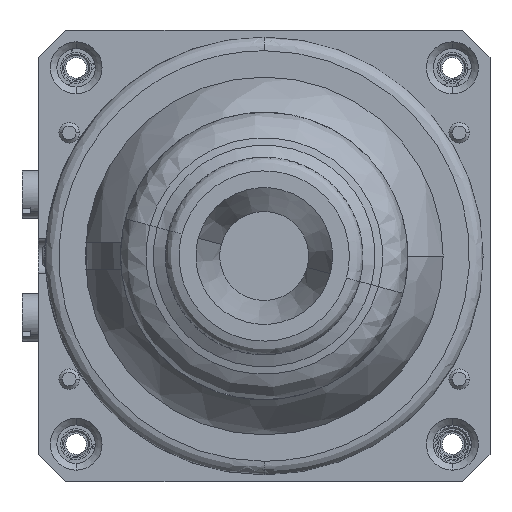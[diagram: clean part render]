
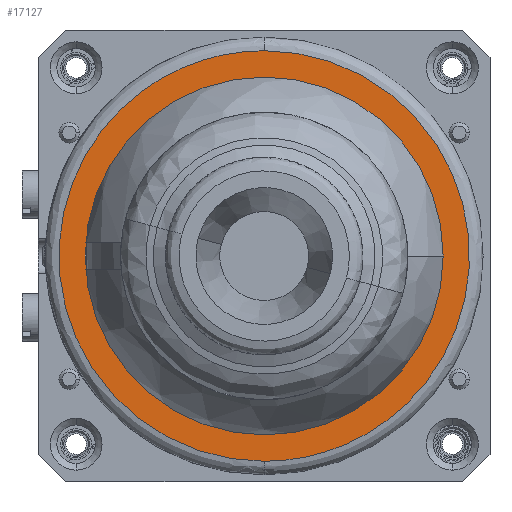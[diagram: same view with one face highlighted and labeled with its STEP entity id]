
A CAD part, front view. The second image highlights one B-rep face of the part: STEP entity #17127.
In plain terms, the highlighted planar face has unit normal (0, -1, 0).
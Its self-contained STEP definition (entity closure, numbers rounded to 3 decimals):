
#333 = ORIENTED_EDGE ( 'NONE', *, *, #4284, .T. ) ;
#1014 = AXIS2_PLACEMENT_3D ( 'NONE', #37984, #14688, #41901 ) ;
#2552 = VERTEX_POINT ( 'NONE', #39033 ) ;
#2651 = CARTESIAN_POINT ( 'NONE',  ( -151.977, -42.8, 30. ) ) ;
#2655 = EDGE_LOOP ( 'NONE', ( #45359, #333 ) ) ;
#2912 = PLANE ( 'NONE',  #1014 ) ;
#2917 = DIRECTION ( 'NONE',  ( 0., 1., 0. ) ) ;
#3086 = CARTESIAN_POINT ( 'NONE',  ( -271.977, -42.8, 30. ) ) ;
#4284 = EDGE_CURVE ( 'NONE', #26853, #31058, #11915, .T. ) ;
#7975 = VERTEX_POINT ( 'NONE', #20673 ) ;
#10414 = CARTESIAN_POINT ( 'NONE',  ( -151.977, -42.8, -30. ) ) ;
#11915 = CIRCLE ( 'NONE', #28912, 26.153 ) ;
#14531 = CARTESIAN_POINT ( 'NONE',  ( -271.977, -42.8, -30. ) ) ;
#14688 = DIRECTION ( 'NONE',  ( 0., -1., 0. ) ) ;
#17127 = ADVANCED_FACE ( 'NONE', ( #43622, #34507 ), #2912, .T. ) ;
#18415 = ORIENTED_EDGE ( 'NONE', *, *, #28539, .F. ) ;
#18850 = EDGE_CURVE ( 'NONE', #31058, #26853, #40112, .T. ) ;
#20673 = CARTESIAN_POINT ( 'NONE',  ( -211.977, -42.8, -30. ) ) ;
#24260 =( BOUNDED_CURVE ( )  B_SPLINE_CURVE ( 3, ( #29739, #2651, #10414, #37535 ),
 .UNSPECIFIED., .F., .F. ) 
 B_SPLINE_CURVE_WITH_KNOTS ( ( 4, 4 ),
 ( 0., 1. ),
 .UNSPECIFIED. ) 
 CURVE ( )  GEOMETRIC_REPRESENTATION_ITEM ( )  RATIONAL_B_SPLINE_CURVE ( ( 0.957, 0.319, 0.319, 0.957 ) ) 
 REPRESENTATION_ITEM ( '' )  );
#26046 = CARTESIAN_POINT ( 'NONE',  ( -211.977, -42.8, 0. ) ) ;
#26562 = EDGE_LOOP ( 'NONE', ( #42751, #18415 ) ) ;
#26853 = VERTEX_POINT ( 'NONE', #37976 ) ;
#28265 =( BOUNDED_CURVE ( )  B_SPLINE_CURVE ( 3, ( #49612, #14531, #3086, #30192 ),
 .UNSPECIFIED., .F., .T. ) 
 B_SPLINE_CURVE_WITH_KNOTS ( ( 4, 4 ),
 ( 0., 1. ),
 .UNSPECIFIED. ) 
 CURVE ( )  GEOMETRIC_REPRESENTATION_ITEM ( )  RATIONAL_B_SPLINE_CURVE ( ( 0.957, 0.319, 0.319, 0.957 ) ) 
 REPRESENTATION_ITEM ( '' )  );
#28539 = EDGE_CURVE ( 'NONE', #7975, #2552, #28265, .T. ) ;
#28912 = AXIS2_PLACEMENT_3D ( 'NONE', #36101, #32520, #50153 ) ;
#29739 = CARTESIAN_POINT ( 'NONE',  ( -211.977, -42.8, 30. ) ) ;
#30020 = DIRECTION ( 'NONE',  ( 0., 0., 1. ) ) ;
#30192 = CARTESIAN_POINT ( 'NONE',  ( -211.977, -42.8, 30. ) ) ;
#31058 = VERTEX_POINT ( 'NONE', #31622 ) ;
#31622 = CARTESIAN_POINT ( 'NONE',  ( -211.977, -42.8, 26.153 ) ) ;
#32520 = DIRECTION ( 'NONE',  ( 0., 1., 0. ) ) ;
#34507 = FACE_OUTER_BOUND ( 'NONE', #26562, .T. ) ;
#34947 = EDGE_CURVE ( 'NONE', #2552, #7975, #24260, .T. ) ;
#36101 = CARTESIAN_POINT ( 'NONE',  ( -211.977, -42.8, 0. ) ) ;
#37535 = CARTESIAN_POINT ( 'NONE',  ( -211.977, -42.8, -30. ) ) ;
#37976 = CARTESIAN_POINT ( 'NONE',  ( -211.977, -42.8, -26.153 ) ) ;
#37984 = CARTESIAN_POINT ( 'NONE',  ( -242.337, -42.8, 30.36 ) ) ;
#39033 = CARTESIAN_POINT ( 'NONE',  ( -211.977, -42.8, 30. ) ) ;
#40112 = CIRCLE ( 'NONE', #48404, 26.153 ) ;
#41901 = DIRECTION ( 'NONE',  ( 0., 0., -1. ) ) ;
#42751 = ORIENTED_EDGE ( 'NONE', *, *, #34947, .F. ) ;
#43622 = FACE_BOUND ( 'NONE', #2655, .T. ) ;
#45359 = ORIENTED_EDGE ( 'NONE', *, *, #18850, .T. ) ;
#48404 = AXIS2_PLACEMENT_3D ( 'NONE', #26046, #2917, #30020 ) ;
#49612 = CARTESIAN_POINT ( 'NONE',  ( -211.977, -42.8, -30. ) ) ;
#50153 = DIRECTION ( 'NONE',  ( 0., 0., 1. ) ) ;
